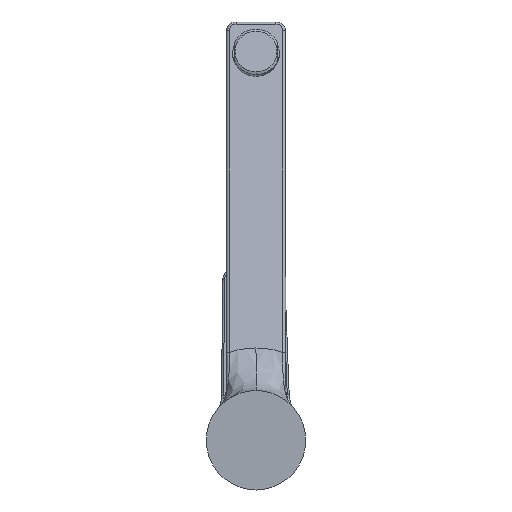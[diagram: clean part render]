
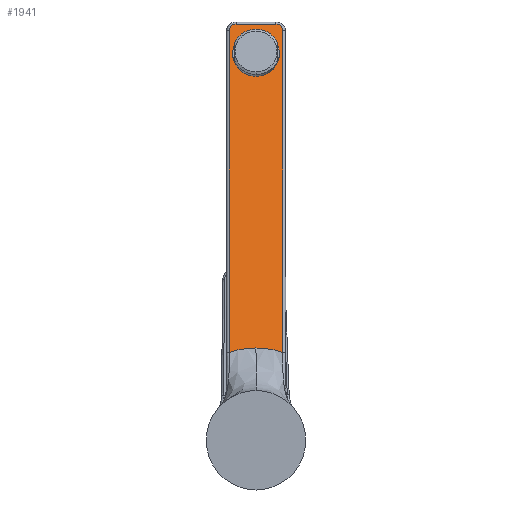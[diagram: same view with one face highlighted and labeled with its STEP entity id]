
A CAD part, front view. The second image highlights one B-rep face of the part: STEP entity #1941.
In plain terms, the highlighted planar face has unit normal (0, -0.964, 0.267).
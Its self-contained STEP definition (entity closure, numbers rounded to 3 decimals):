
#44 = ORIENTED_EDGE ( 'NONE', *, *, #3463, .F. ) ;
#101 = VERTEX_POINT ( 'NONE', #2831 ) ;
#113 = LINE ( 'NONE', #3118, #184 ) ;
#140 = VERTEX_POINT ( 'NONE', #4594 ) ;
#184 = VECTOR ( 'NONE', #280, 1000. ) ;
#215 = CARTESIAN_POINT ( 'NONE',  ( 0., 90.59, 47.298 ) ) ;
#271 = CARTESIAN_POINT ( 'NONE',  ( 24., 129.209, 186.552 ) ) ;
#276 = CARTESIAN_POINT ( 'NONE',  ( 13.75, 135.68, 209.886 ) ) ;
#280 = DIRECTION ( 'NONE',  ( 0., -0.267, -0.964 ) ) ;
#282 = ORIENTED_EDGE ( 'NONE', *, *, #5293, .F. ) ;
#327 = ORIENTED_EDGE ( 'NONE', *, *, #962, .T. ) ;
#333 = CARTESIAN_POINT ( 'NONE',  ( 5.606, 90.527, 47.07 ) ) ;
#443 = VECTOR ( 'NONE', #2485, 1000. ) ;
#547 = FACE_BOUND ( 'NONE', #5226, .T. ) ;
#574 = CARTESIAN_POINT ( 'NONE',  ( -10.25, 136.615, 213.259 ) ) ;
#582 = DIRECTION ( 'NONE',  ( 0., 0.964, -0.267 ) ) ;
#621 = EDGE_CURVE ( 'NONE', #5529, #1514, #5267, .T. ) ;
#640 = ORIENTED_EDGE ( 'NONE', *, *, #621, .F. ) ;
#727 = EDGE_CURVE ( 'NONE', #4080, #5900, #3551, .T. ) ;
#776 = EDGE_CURVE ( 'NONE', #140, #2281, #1258, .T. ) ;
#816 = CARTESIAN_POINT ( 'NONE',  ( 11.105, 90.211, 45.932 ) ) ;
#858 = CARTESIAN_POINT ( 'NONE',  ( 2.803, 90.59, 47.298 ) ) ;
#962 = EDGE_CURVE ( 'NONE', #5529, #1476, #2489, .T. ) ;
#1175 = VERTEX_POINT ( 'NONE', #1497 ) ;
#1178 = CARTESIAN_POINT ( 'NONE',  ( -3.875, 90.552, 47.162 ) ) ;
#1198 = CARTESIAN_POINT ( 'NONE',  ( -1.946, 90.582, 47.271 ) ) ;
#1234 = CARTESIAN_POINT ( 'NONE',  ( 0., 90.59, 47.298 ) ) ;
#1258 = LINE ( 'NONE', #2626, #4955 ) ;
#1382 = AXIS2_PLACEMENT_3D ( 'NONE', #3844, #582, #1511 ) ;
#1476 = VERTEX_POINT ( 'NONE', #1731 ) ;
#1497 = CARTESIAN_POINT ( 'NONE',  ( 0., 129.209, 186.552 ) ) ;
#1511 = DIRECTION ( 'NONE',  ( 1., 0., 0. ) ) ;
#1512 = CARTESIAN_POINT ( 'NONE',  ( -24., 129.209, 186.552 ) ) ;
#1514 = VERTEX_POINT ( 'NONE', #3206 ) ;
#1564 = CARTESIAN_POINT ( 'NONE',  ( -13.749, 135.974, 210.948 ) ) ;
#1634 = CARTESIAN_POINT ( 'NONE',  ( -11.185, 90.19, 45.856 ) ) ;
#1673 = CARTESIAN_POINT ( 'NONE',  ( 11.35, 136.615, 213.258 ) ) ;
#1682 = ORIENTED_EDGE ( 'NONE', *, *, #5051, .F. ) ;
#1731 = CARTESIAN_POINT ( 'NONE',  ( -10.25, 136.615, 213.259 ) ) ;
#1793 = ORIENTED_EDGE ( 'NONE', *, *, #3787, .T. ) ;
#1854 =( BOUNDED_CURVE ( )  B_SPLINE_CURVE ( 3, ( #3106, #271, #4459, #3546 ),
 .UNSPECIFIED., .F., .T. ) 
 B_SPLINE_CURVE_WITH_KNOTS ( ( 4, 4 ),
 ( 3.142, 6.283 ),
 .UNSPECIFIED. ) 
 CURVE ( )  GEOMETRIC_REPRESENTATION_ITEM ( )  RATIONAL_B_SPLINE_CURVE ( ( 1., 0.333, 0.333, 1. ) ) 
 REPRESENTATION_ITEM ( '' )  );
#1941 = ADVANCED_FACE ( 'NONE', ( #547, #4321 ), #5722, .F. ) ;
#1992 = CARTESIAN_POINT ( 'NONE',  ( 0., 129.209, 186.552 ) ) ;
#2123 = CARTESIAN_POINT ( 'NONE',  ( 10.25, 136.615, 213.259 ) ) ;
#2158 = CARTESIAN_POINT ( 'NONE',  ( 13.32, 136.268, 212.006 ) ) ;
#2281 = VERTEX_POINT ( 'NONE', #5060 ) ;
#2346 = CARTESIAN_POINT ( 'NONE',  ( -6.511, 136.615, 213.259 ) ) ;
#2421 = EDGE_LOOP ( 'NONE', ( #4668, #5253, #640, #327, #1793, #4887, #44 ) ) ;
#2485 = DIRECTION ( 'NONE',  ( -1., 0., 0. ) ) ;
#2489 = LINE ( 'NONE', #2346, #443 ) ;
#2626 = CARTESIAN_POINT ( 'NONE',  ( -13.75, 112.821, 127.461 ) ) ;
#2831 = CARTESIAN_POINT ( 'NONE',  ( 0., 135.623, 209.68 ) ) ;
#2977 = CARTESIAN_POINT ( 'NONE',  ( -24., 135.623, 209.68 ) ) ;
#3011 = CARTESIAN_POINT ( 'NONE',  ( -12.927, 90.04, 45.315 ) ) ;
#3106 = CARTESIAN_POINT ( 'NONE',  ( 0., 129.209, 186.552 ) ) ;
#3118 = CARTESIAN_POINT ( 'NONE',  ( 13.75, 112.821, 127.461 ) ) ;
#3206 = CARTESIAN_POINT ( 'NONE',  ( 13.75, 135.68, 209.886 ) ) ;
#3287 = B_SPLINE_CURVE_WITH_KNOTS ( 'NONE', 5,
 ( #215, #3509, #1198, #1178, #4368, #4804, #1634, #3011, #5325 ),
 .UNSPECIFIED., .F., .F.,
 ( 6, 2, 1, 6 ),
 ( 0., 6.534, 12.969, 18.826 ),
 .UNSPECIFIED. ) ;
#3410 = CARTESIAN_POINT ( 'NONE',  ( -13.75, 135.68, 209.886 ) ) ;
#3463 = EDGE_CURVE ( 'NONE', #4080, #2281, #3287, .T. ) ;
#3509 = CARTESIAN_POINT ( 'NONE',  ( -0.973, 90.59, 47.298 ) ) ;
#3546 = CARTESIAN_POINT ( 'NONE',  ( 0., 135.623, 209.68 ) ) ;
#3551 = B_SPLINE_CURVE_WITH_KNOTS ( 'NONE', 5,
 ( #4482, #858, #333, #4037, #816, #5025 ),
 .UNSPECIFIED., .F., .F.,
 ( 6, 6 ),
 ( 0., 14.049 ),
 .UNSPECIFIED. ) ;
#3557 = CARTESIAN_POINT ( 'NONE',  ( 10.25, 136.615, 213.259 ) ) ;
#3575 = EDGE_CURVE ( 'NONE', #1514, #5900, #113, .T. ) ;
#3787 = EDGE_CURVE ( 'NONE', #1476, #140, #4274, .T. ) ;
#3827 =( BOUNDED_CURVE ( )  B_SPLINE_CURVE ( 3, ( #4273, #2977, #1512, #1992 ),
 .UNSPECIFIED., .F., .T. ) 
 B_SPLINE_CURVE_WITH_KNOTS ( ( 4, 4 ),
 ( 0., 3.142 ),
 .UNSPECIFIED. ) 
 CURVE ( )  GEOMETRIC_REPRESENTATION_ITEM ( )  RATIONAL_B_SPLINE_CURVE ( ( 1., 0.333, 0.333, 1. ) ) 
 REPRESENTATION_ITEM ( '' )  );
#3844 = CARTESIAN_POINT ( 'NONE',  ( 0., 75.325, -7.744 ) ) ;
#3878 = CARTESIAN_POINT ( 'NONE',  ( -11.355, 136.615, 213.257 ) ) ;
#3938 = CARTESIAN_POINT ( 'NONE',  ( 12.45, 136.5, 212.844 ) ) ;
#4037 = CARTESIAN_POINT ( 'NONE',  ( 8.382, 90.4, 46.613 ) ) ;
#4080 = VERTEX_POINT ( 'NONE', #1234 ) ;
#4239 = CARTESIAN_POINT ( 'NONE',  ( -12.448, 136.5, 212.844 ) ) ;
#4273 = CARTESIAN_POINT ( 'NONE',  ( 0., 135.623, 209.68 ) ) ;
#4274 = B_SPLINE_CURVE_WITH_KNOTS ( 'NONE', 5,
 ( #574, #3878, #4239, #4732, #1564, #3410 ),
 .UNSPECIFIED., .F., .F.,
 ( 6, 6 ),
 ( 0., 7.368 ),
 .UNSPECIFIED. ) ;
#4321 = FACE_OUTER_BOUND ( 'NONE', #2421, .T. ) ;
#4368 = CARTESIAN_POINT ( 'NONE',  ( -6.662, 90.465, 46.846 ) ) ;
#4459 = CARTESIAN_POINT ( 'NONE',  ( 24., 135.623, 209.68 ) ) ;
#4482 = CARTESIAN_POINT ( 'NONE',  ( 0., 90.59, 47.298 ) ) ;
#4523 = DIRECTION ( 'NONE',  ( 0., -0.267, -0.964 ) ) ;
#4594 = CARTESIAN_POINT ( 'NONE',  ( -13.75, 135.68, 209.886 ) ) ;
#4624 = CARTESIAN_POINT ( 'NONE',  ( 13.75, 89.963, 45.037 ) ) ;
#4668 = ORIENTED_EDGE ( 'NONE', *, *, #727, .T. ) ;
#4732 = CARTESIAN_POINT ( 'NONE',  ( -13.322, 136.267, 212.002 ) ) ;
#4804 = CARTESIAN_POINT ( 'NONE',  ( -9.412, 90.314, 46.305 ) ) ;
#4887 = ORIENTED_EDGE ( 'NONE', *, *, #776, .T. ) ;
#4897 = CARTESIAN_POINT ( 'NONE',  ( 13.749, 135.974, 210.946 ) ) ;
#4955 = VECTOR ( 'NONE', #4523, 1000. ) ;
#5025 = CARTESIAN_POINT ( 'NONE',  ( 13.75, 89.963, 45.037 ) ) ;
#5051 = EDGE_CURVE ( 'NONE', #1175, #101, #1854, .T. ) ;
#5060 = CARTESIAN_POINT ( 'NONE',  ( -13.75, 89.963, 45.037 ) ) ;
#5226 = EDGE_LOOP ( 'NONE', ( #282, #1682 ) ) ;
#5253 = ORIENTED_EDGE ( 'NONE', *, *, #3575, .F. ) ;
#5267 = B_SPLINE_CURVE_WITH_KNOTS ( 'NONE', 5,
 ( #2123, #1673, #3938, #2158, #4897, #276 ),
 .UNSPECIFIED., .F., .F.,
 ( 6, 6 ),
 ( 0., 5.792 ),
 .UNSPECIFIED. ) ;
#5293 = EDGE_CURVE ( 'NONE', #101, #1175, #3827, .T. ) ;
#5325 = CARTESIAN_POINT ( 'NONE',  ( -13.75, 89.963, 45.037 ) ) ;
#5529 = VERTEX_POINT ( 'NONE', #3557 ) ;
#5722 = PLANE ( 'NONE',  #1382 ) ;
#5900 = VERTEX_POINT ( 'NONE', #4624 ) ;
